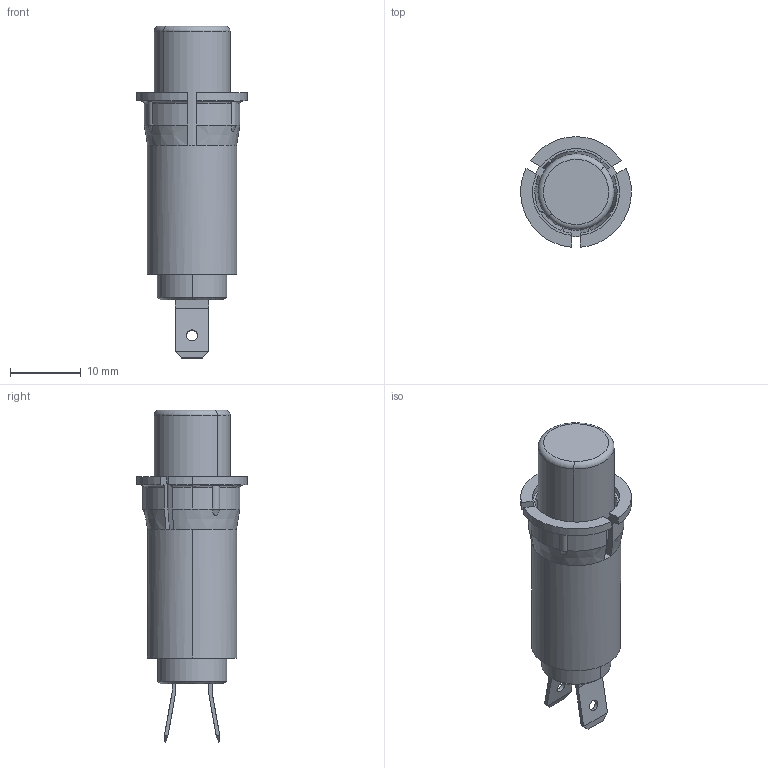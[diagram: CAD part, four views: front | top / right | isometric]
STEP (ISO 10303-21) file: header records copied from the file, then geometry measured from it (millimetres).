
FILE_DESCRIPTION (( 'STEP AP214' ), '1' );
FILE_NAME ('32-25T.STEP', '2019-05-14T21:24:56', ( 'user' ), ( 'Microsoft' ), 'SwSTEP 2.0', 'SolidWorks 2018', '' );
FILE_SCHEMA (( 'AUTOMOTIVE_DESIGN' ));
Length unit declared in the file: foot
Products named in the file (5): 32-25T; -941-097-XXX; 7800301000 Terminal .187 W_.187 wide; 91000902xx; 98004XXXXX_98001XXXXX_Base_9800480208
Assembly tree (5 placements, depth 2):
  32-25T
    -941-097-XXX
    91000902xx
    7800301000 Terminal .187 W_.187 wide  x2
    98004XXXXX_98001XXXXX_Base_9800480208
Bounding box: 15.61 x 15.6 x 46.8 mm (x, y, z)
Volume: 2140.4 mm3; surface area: 4291.9 mm2
Topology: 6 solids, 6 shells, 334 faces, 885 edges, 569 vertices
Faces by surface type: cylinder 142, plane 107, cone 48, bspline 21, torus 14, sphere 2
Entity records: 11860 total; most frequent: CARTESIAN_POINT 4071, ORIENTED_EDGE 1658, DIRECTION 1517, EDGE_CURVE 829, AXIS2_PLACEMENT_3D 580, VERTEX_POINT 533, VECTOR 357, LINE 357
